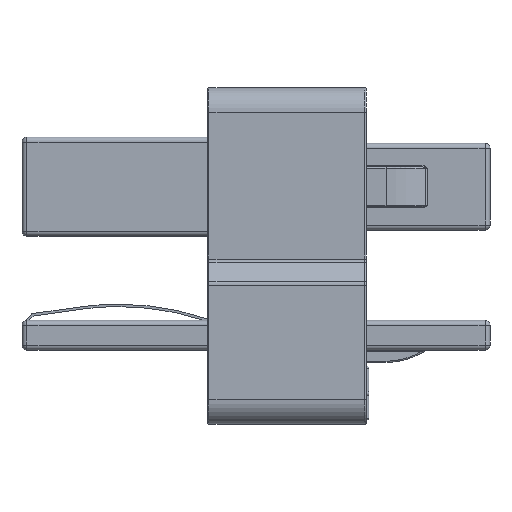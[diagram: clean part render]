
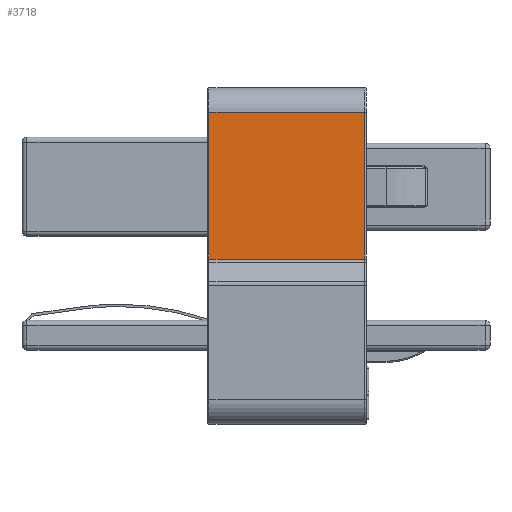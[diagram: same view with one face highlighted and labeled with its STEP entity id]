
A CAD part, left-side view. The second image highlights one B-rep face of the part: STEP entity #3718.
In plain terms, the highlighted planar face has unit normal (-1, 0, 0).
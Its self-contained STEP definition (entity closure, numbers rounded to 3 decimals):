
#339 = LINE ( 'NONE', #3926, #1997 ) ;
#747 = VECTOR ( 'NONE', #3452, 1000. ) ;
#1177 = VERTEX_POINT ( 'NONE', #4744 ) ;
#1421 = VECTOR ( 'NONE', #5084, 1000. ) ;
#1654 = PLANE ( 'NONE',  #7295 ) ;
#1732 = DIRECTION ( 'NONE',  ( 0., -1., 0. ) ) ;
#1997 = VECTOR ( 'NONE', #1732, 1000. ) ;
#2371 = CARTESIAN_POINT ( 'NONE',  ( -3.125, -3.2, 6.8 ) ) ;
#2563 = ORIENTED_EDGE ( 'NONE', *, *, #3742, .T. ) ;
#2575 = ORIENTED_EDGE ( 'NONE', *, *, #4582, .T. ) ;
#2589 = EDGE_CURVE ( 'NONE', #1177, #5446, #2620, .T. ) ;
#2620 = LINE ( 'NONE', #6310, #747 ) ;
#2706 = CARTESIAN_POINT ( 'NONE',  ( -3.125, 3.15, 5.8 ) ) ;
#3089 = DIRECTION ( 'NONE',  ( 0., 0., -1. ) ) ;
#3125 = EDGE_LOOP ( 'NONE', ( #2563, #2575, #7179, #8932 ) ) ;
#3148 = CARTESIAN_POINT ( 'NONE',  ( -3.125, 3.2, 5.8 ) ) ;
#3452 = DIRECTION ( 'NONE',  ( 0., 0., 1. ) ) ;
#3578 = VERTEX_POINT ( 'NONE', #2706 ) ;
#3718 = ADVANCED_FACE ( 'NONE', ( #7564 ), #1654, .F. ) ;
#3742 = EDGE_CURVE ( 'NONE', #5446, #3578, #4769, .T. ) ;
#3800 = CARTESIAN_POINT ( 'NONE',  ( -3.125, -3.15, 5.8 ) ) ;
#3926 = CARTESIAN_POINT ( 'NONE',  ( -3.125, -3.2, -0.122 ) ) ;
#4568 = DIRECTION ( 'NONE',  ( 0., 1., 0. ) ) ;
#4582 = EDGE_CURVE ( 'NONE', #3578, #6025, #7115, .T. ) ;
#4744 = CARTESIAN_POINT ( 'NONE',  ( -3.125, -3.15, -0.122 ) ) ;
#4769 = LINE ( 'NONE', #3148, #8558 ) ;
#5084 = DIRECTION ( 'NONE',  ( 0., 0., -1. ) ) ;
#5446 = VERTEX_POINT ( 'NONE', #3800 ) ;
#5910 = CARTESIAN_POINT ( 'NONE',  ( -3.125, 3.15, 6.8 ) ) ;
#6025 = VERTEX_POINT ( 'NONE', #8283 ) ;
#6310 = CARTESIAN_POINT ( 'NONE',  ( -3.125, -3.15, 5.8 ) ) ;
#7115 = LINE ( 'NONE', #5910, #1421 ) ;
#7179 = ORIENTED_EDGE ( 'NONE', *, *, #8699, .T. ) ;
#7295 = AXIS2_PLACEMENT_3D ( 'NONE', #2371, #7377, #3089 ) ;
#7377 = DIRECTION ( 'NONE',  ( 1., 0., 0. ) ) ;
#7564 = FACE_OUTER_BOUND ( 'NONE', #3125, .T. ) ;
#8283 = CARTESIAN_POINT ( 'NONE',  ( -3.125, 3.15, -0.122 ) ) ;
#8558 = VECTOR ( 'NONE', #4568, 1000. ) ;
#8699 = EDGE_CURVE ( 'NONE', #6025, #1177, #339, .T. ) ;
#8932 = ORIENTED_EDGE ( 'NONE', *, *, #2589, .T. ) ;
